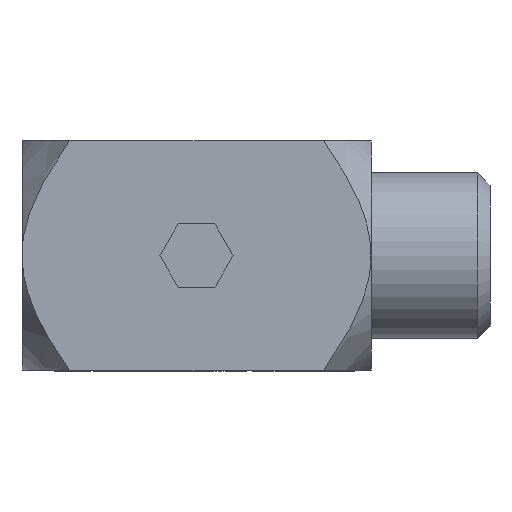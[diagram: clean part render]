
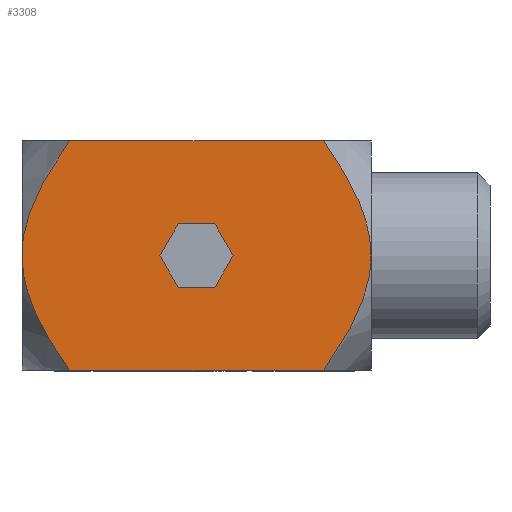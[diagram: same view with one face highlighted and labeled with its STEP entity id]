
A CAD part, left-side view. The second image highlights one B-rep face of the part: STEP entity #3308.
In plain terms, the highlighted planar face has unit normal (-1, 0, 0).
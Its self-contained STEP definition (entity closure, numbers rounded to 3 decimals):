
#27=(
BOUNDED_CURVE()
B_SPLINE_CURVE(2,(#5233,#5234,#5235),.UNSPECIFIED.,.F.,.F.)
B_SPLINE_CURVE_WITH_KNOTS((3,3),(1.67,3.918),
 .UNSPECIFIED.)
CURVE()
GEOMETRIC_REPRESENTATION_ITEM()
RATIONAL_B_SPLINE_CURVE((1.153,1.18,1.))
REPRESENTATION_ITEM('')
);
#29=(
BOUNDED_CURVE()
B_SPLINE_CURVE(2,(#5240,#5241,#5242),.UNSPECIFIED.,.F.,.F.)
B_SPLINE_CURVE_WITH_KNOTS((3,3),(3.918,6.165),
 .UNSPECIFIED.)
CURVE()
GEOMETRIC_REPRESENTATION_ITEM()
RATIONAL_B_SPLINE_CURVE((1.,1.18,1.153))
REPRESENTATION_ITEM('')
);
#31=(
BOUNDED_CURVE()
B_SPLINE_CURVE(2,(#5249,#5250,#5251),.UNSPECIFIED.,.F.,.F.)
B_SPLINE_CURVE_WITH_KNOTS((3,3),(1.103,3.143),
 .UNSPECIFIED.)
CURVE()
GEOMETRIC_REPRESENTATION_ITEM()
RATIONAL_B_SPLINE_CURVE((1.111,1.158,1.))
REPRESENTATION_ITEM('')
);
#32=(
BOUNDED_CURVE()
B_SPLINE_CURVE(2,(#5253,#5254,#5255),.UNSPECIFIED.,.F.,.F.)
B_SPLINE_CURVE_WITH_KNOTS((3,3),(3.143,5.182),
 .UNSPECIFIED.)
CURVE()
GEOMETRIC_REPRESENTATION_ITEM()
RATIONAL_B_SPLINE_CURVE((1.,1.158,1.111))
REPRESENTATION_ITEM('')
);
#124=FACE_BOUND('',#609,.T.);
#216=PLANE('',#3581);
#392=FACE_OUTER_BOUND('',#608,.T.);
#608=EDGE_LOOP('',(#2695,#2696,#2697,#2698,#2699,#2700));
#609=EDGE_LOOP('',(#2701,#2702));
#900=LINE('',#5147,#1167);
#923=LINE('',#5256,#1190);
#1167=VECTOR('',#4176,10.);
#1190=VECTOR('',#4267,10.);
#1297=CIRCLE('',#3561,3.);
#1298=CIRCLE('',#3562,3.);
#1391=VERTEX_POINT('',#4704);
#1531=VERTEX_POINT('',#5129);
#1535=VERTEX_POINT('',#5143);
#1550=VERTEX_POINT('',#5193);
#1551=VERTEX_POINT('',#5195);
#1561=VERTEX_POINT('',#5232);
#1562=VERTEX_POINT('',#5248);
#1563=VERTEX_POINT('',#5252);
#1923=EDGE_CURVE('',#1535,#1531,#900,.T.);
#1945=EDGE_CURVE('',#1551,#1550,#1297,.T.);
#1946=EDGE_CURVE('',#1550,#1551,#1298,.T.);
#1960=EDGE_CURVE('',#1561,#1391,#27,.T.);
#1962=EDGE_CURVE('',#1391,#1531,#29,.T.);
#1964=EDGE_CURVE('',#1535,#1562,#31,.T.);
#1965=EDGE_CURVE('',#1562,#1563,#32,.T.);
#1966=EDGE_CURVE('',#1563,#1561,#923,.T.);
#2695=ORIENTED_EDGE('',*,*,#1960,.T.);
#2696=ORIENTED_EDGE('',*,*,#1962,.T.);
#2697=ORIENTED_EDGE('',*,*,#1923,.F.);
#2698=ORIENTED_EDGE('',*,*,#1964,.T.);
#2699=ORIENTED_EDGE('',*,*,#1965,.T.);
#2700=ORIENTED_EDGE('',*,*,#1966,.T.);
#2701=ORIENTED_EDGE('',*,*,#1945,.T.);
#2702=ORIENTED_EDGE('',*,*,#1946,.T.);
#3308=ADVANCED_FACE('',(#392,#124),#216,.T.);
#3561=AXIS2_PLACEMENT_3D('',#5196,#4222,#4223);
#3562=AXIS2_PLACEMENT_3D('',#5197,#4224,#4225);
#3581=AXIS2_PLACEMENT_3D('',#5247,#4265,#4266);
#4176=DIRECTION('',(0.,1.,0.));
#4222=DIRECTION('center_axis',(1.,0.,0.));
#4223=DIRECTION('ref_axis',(0.,0.,1.));
#4224=DIRECTION('center_axis',(1.,0.,0.));
#4225=DIRECTION('ref_axis',(0.,0.,1.));
#4265=DIRECTION('center_axis',(-1.,0.,0.));
#4266=DIRECTION('ref_axis',(0.,0.,1.));
#4267=DIRECTION('',(0.,1.,0.));
#4704=CARTESIAN_POINT('',(-14.5,44.,0.));
#5129=CARTESIAN_POINT('',(-14.5,37.994,-14.5));
#5143=CARTESIAN_POINT('',(-14.5,6.006,-14.5));
#5147=CARTESIAN_POINT('',(-14.5,0.,-14.5));
#5193=CARTESIAN_POINT('',(-14.5,22.,-3.));
#5195=CARTESIAN_POINT('',(-14.5,22.,3.));
#5196=CARTESIAN_POINT('Origin',(-14.5,22.,0.));
#5197=CARTESIAN_POINT('Origin',(-14.5,22.,0.));
#5232=CARTESIAN_POINT('',(-14.5,37.994,14.5));
#5233=CARTESIAN_POINT('Ctrl Pts',(-14.5,37.994,14.5));
#5234=CARTESIAN_POINT('Ctrl Pts',(-14.5,44.,6.006));
#5235=CARTESIAN_POINT('Ctrl Pts',(-14.5,44.,0.));
#5240=CARTESIAN_POINT('Ctrl Pts',(-14.5,44.,0.));
#5241=CARTESIAN_POINT('Ctrl Pts',(-14.5,44.,-6.006));
#5242=CARTESIAN_POINT('Ctrl Pts',(-14.5,37.994,-14.5));
#5247=CARTESIAN_POINT('Origin',(-14.5,0.,-14.5));
#5248=CARTESIAN_POINT('',(-14.5,0.,0.));
#5249=CARTESIAN_POINT('Ctrl Pts',(-14.5,6.006,-14.5));
#5250=CARTESIAN_POINT('Ctrl Pts',(-14.5,0.,-6.006));
#5251=CARTESIAN_POINT('Ctrl Pts',(-14.5,0.,0.));
#5252=CARTESIAN_POINT('',(-14.5,6.006,14.5));
#5253=CARTESIAN_POINT('Ctrl Pts',(-14.5,0.,0.));
#5254=CARTESIAN_POINT('Ctrl Pts',(-14.5,0.,6.006));
#5255=CARTESIAN_POINT('Ctrl Pts',(-14.5,6.006,14.5));
#5256=CARTESIAN_POINT('',(-14.5,0.,14.5));
